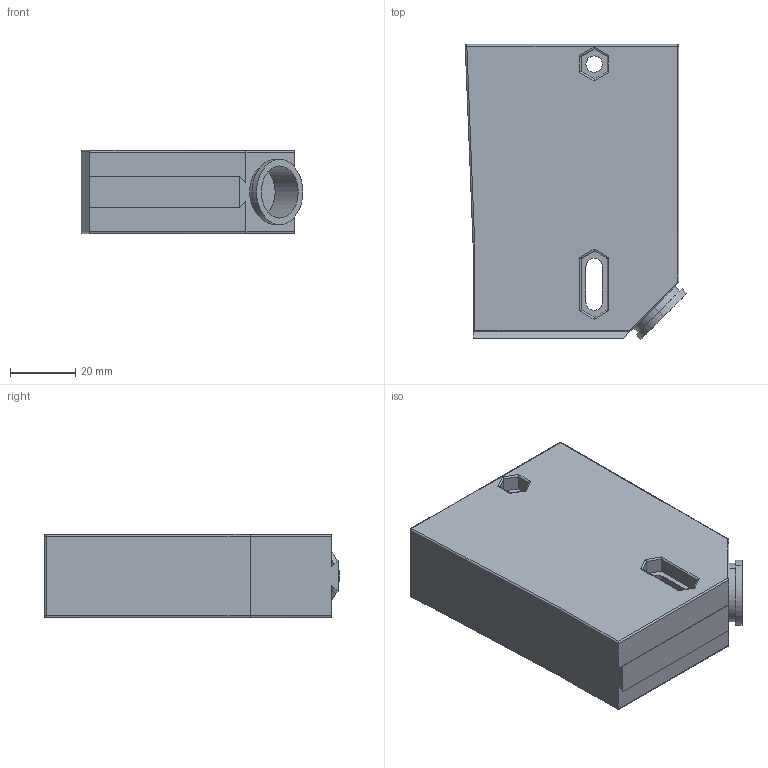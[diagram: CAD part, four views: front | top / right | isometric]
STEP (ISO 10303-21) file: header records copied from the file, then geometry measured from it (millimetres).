
FILE_DESCRIPTION((''),'2;1');
FILE_NAME('LA28_E_F403558A','2006-01-03T',('Pepperl+Fuchs'),('Industriehansa'),'PRO/ENGINEER BY PARAMETRIC TECHNOLOGY CORPORATION, 2005290','PRO/ENGINEER BY PARAMETRIC TECHNOLOGY CORPORATION, 2005290','');
FILE_SCHEMA(('AUTOMOTIVE_DESIGN_CC2 { 1 2 10303 214 -1 1 5 2 }'));
Length unit declared in the file: millimetre
Products named in the file (1): LA28_E_F403558A
Bounding box: 67.88 x 90.4 x 25.5 mm (x, y, z)
Volume: 136870.2 mm3; surface area: 21111.4 mm2
Topology: 1 solids, 1 shells, 97 faces, 229 edges, 150 vertices
Faces by surface type: cylinder 48, plane 45, sphere 4
Entity records: 3743 total; most frequent: CARTESIAN_POINT 656, ORIENTED_EDGE 440, DIRECTION 425, PRESENTATION_STYLE_ASSIGNMENT 245, STYLED_ITEM 236, CURVE_STYLE 231, EDGE_CURVE 220, VECTOR 165
